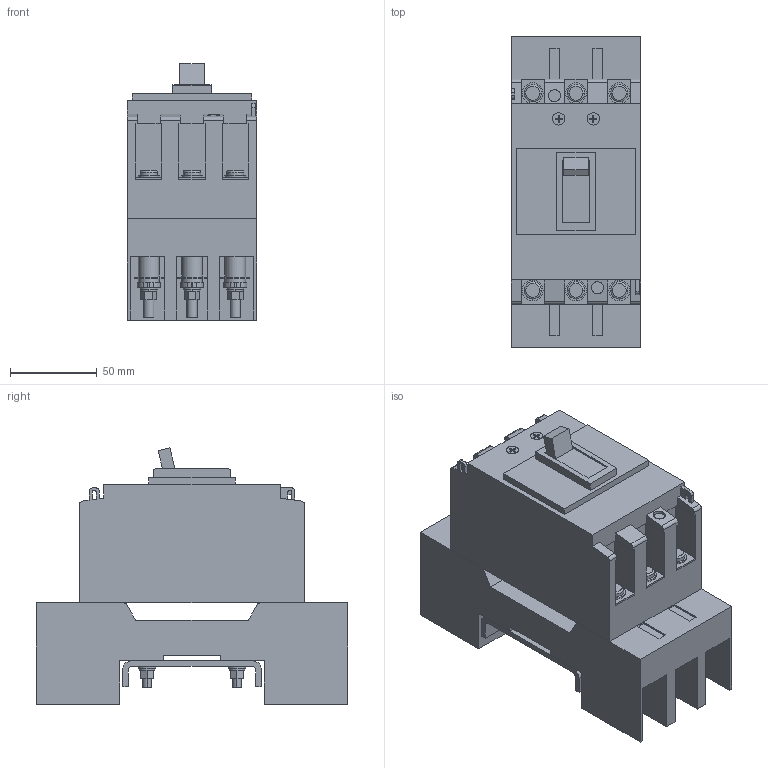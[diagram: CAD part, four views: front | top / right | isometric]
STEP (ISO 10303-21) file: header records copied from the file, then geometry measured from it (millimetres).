
FILE_DESCRIPTION (( 'STEP AP214' ), '1' );
FILE_NAME ('PE30NF3MC.STEP', '2023-01-05T08:37:21', ( 'CAD' ), ( '' ), 'SwSTEP 2.0', 'SolidWorks 2015', '' );
FILE_SCHEMA (( 'AUTOMOTIVE_DESIGN' ));
Length unit declared in the file: millimetre
Products named in the file (1): PE30NF3MC
Bounding box: 75 x 180 x 148.1 mm (x, y, z)
Volume: 1043342.9 mm3; surface area: 191057.6 mm2
Topology: 75 solids, 75 shells, 831 faces, 1953 edges, 1298 vertices
Faces by surface type: plane 473, cylinder 346, torus 12
Entity records: 30142 total; most frequent: DIRECTION 4327, CARTESIAN_POINT 4095, ORIENTED_EDGE 3906, EDGE_CURVE 1953, AXIS2_PLACEMENT_3D 1546, VERTEX_POINT 1298, LINE 1235, VECTOR 1235
